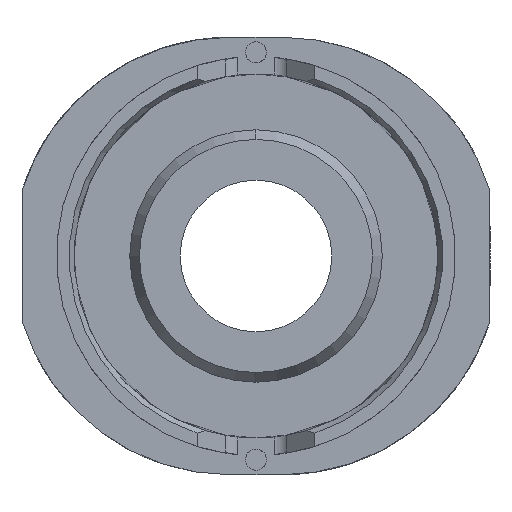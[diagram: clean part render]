
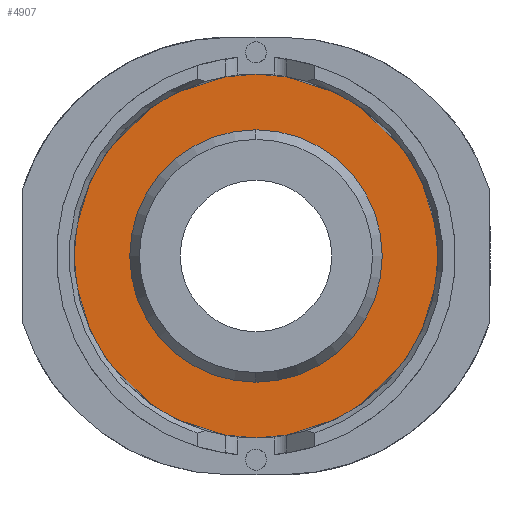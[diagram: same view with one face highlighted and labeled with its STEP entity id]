
A CAD part, front view. The second image highlights one B-rep face of the part: STEP entity #4907.
In plain terms, the highlighted planar face has unit normal (0, -1, 0).
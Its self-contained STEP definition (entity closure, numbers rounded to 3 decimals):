
#139 = VERTEX_POINT ( 'NONE', #4382 ) ;
#287 = CARTESIAN_POINT ( 'NONE',  ( 0., -33.5, -10.8 ) ) ;
#416 = CIRCLE ( 'NONE', #10538, 7.5 ) ;
#463 = EDGE_CURVE ( 'NONE', #139, #8257, #1618, .T. ) ;
#753 = EDGE_LOOP ( 'NONE', ( #10053, #14040 ) ) ;
#850 = CARTESIAN_POINT ( 'NONE',  ( 0., -33.5, 0. ) ) ;
#1174 = DIRECTION ( 'NONE',  ( 0., 0., -1. ) ) ;
#1405 = CIRCLE ( 'NONE', #9167, 10.8 ) ;
#1618 = CIRCLE ( 'NONE', #4696, 7.5 ) ;
#2026 = DIRECTION ( 'NONE',  ( 0., 0., -1. ) ) ;
#2234 = CARTESIAN_POINT ( 'NONE',  ( 0., -33.5, 0. ) ) ;
#2329 = CARTESIAN_POINT ( 'NONE',  ( 0., -33.5, 0. ) ) ;
#2404 = DIRECTION ( 'NONE',  ( 0., -1., 0. ) ) ;
#2635 = EDGE_CURVE ( 'NONE', #13241, #10646, #1405, .T. ) ;
#3173 = CARTESIAN_POINT ( 'NONE',  ( 0., -33.5, 0. ) ) ;
#4170 = EDGE_CURVE ( 'NONE', #10646, #13241, #10307, .T. ) ;
#4366 = CARTESIAN_POINT ( 'NONE',  ( 0., -33.5, -7.5 ) ) ;
#4382 = CARTESIAN_POINT ( 'NONE',  ( 0., -33.5, 7.5 ) ) ;
#4458 = DIRECTION ( 'NONE',  ( 0., 0., -1. ) ) ;
#4545 = EDGE_CURVE ( 'NONE', #8257, #139, #416, .T. ) ;
#4696 = AXIS2_PLACEMENT_3D ( 'NONE', #3173, #5542, #1174 ) ;
#4907 = ADVANCED_FACE ( 'NONE', ( #7607, #12093 ), #5536, .T. ) ;
#4980 = DIRECTION ( 'NONE',  ( 0., 0., -1. ) ) ;
#5388 = DIRECTION ( 'NONE',  ( 0., 0., -1. ) ) ;
#5536 = PLANE ( 'NONE',  #13383 ) ;
#5542 = DIRECTION ( 'NONE',  ( 0., -1., 0. ) ) ;
#5575 = ORIENTED_EDGE ( 'NONE', *, *, #4170, .F. ) ;
#5595 = CARTESIAN_POINT ( 'NONE',  ( 0., -33.5, 10.8 ) ) ;
#5901 = ORIENTED_EDGE ( 'NONE', *, *, #2635, .F. ) ;
#6089 = AXIS2_PLACEMENT_3D ( 'NONE', #850, #12057, #2026 ) ;
#7607 = FACE_OUTER_BOUND ( 'NONE', #9998, .T. ) ;
#8257 = VERTEX_POINT ( 'NONE', #4366 ) ;
#9167 = AXIS2_PLACEMENT_3D ( 'NONE', #2234, #9969, #4458 ) ;
#9969 = DIRECTION ( 'NONE',  ( 0., 1., 0. ) ) ;
#9998 = EDGE_LOOP ( 'NONE', ( #5901, #5575 ) ) ;
#10053 = ORIENTED_EDGE ( 'NONE', *, *, #463, .F. ) ;
#10307 = CIRCLE ( 'NONE', #6089, 10.8 ) ;
#10538 = AXIS2_PLACEMENT_3D ( 'NONE', #2329, #2404, #4980 ) ;
#10646 = VERTEX_POINT ( 'NONE', #5595 ) ;
#10978 = CARTESIAN_POINT ( 'NONE',  ( 0., -33.5, 0. ) ) ;
#12057 = DIRECTION ( 'NONE',  ( 0., 1., 0. ) ) ;
#12093 = FACE_BOUND ( 'NONE', #753, .T. ) ;
#13241 = VERTEX_POINT ( 'NONE', #287 ) ;
#13276 = DIRECTION ( 'NONE',  ( 0., -1., 0. ) ) ;
#13383 = AXIS2_PLACEMENT_3D ( 'NONE', #10978, #13276, #5388 ) ;
#14040 = ORIENTED_EDGE ( 'NONE', *, *, #4545, .F. ) ;
